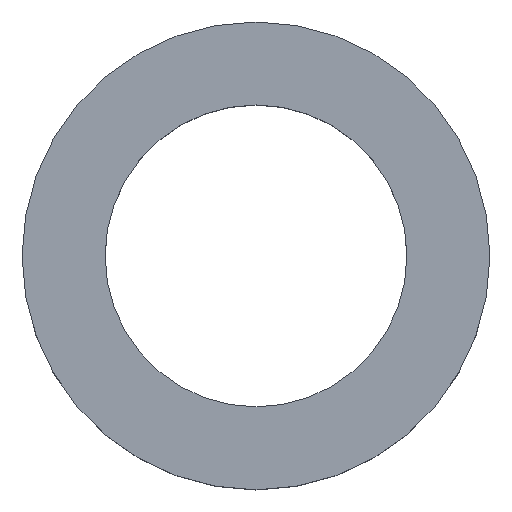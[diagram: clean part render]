
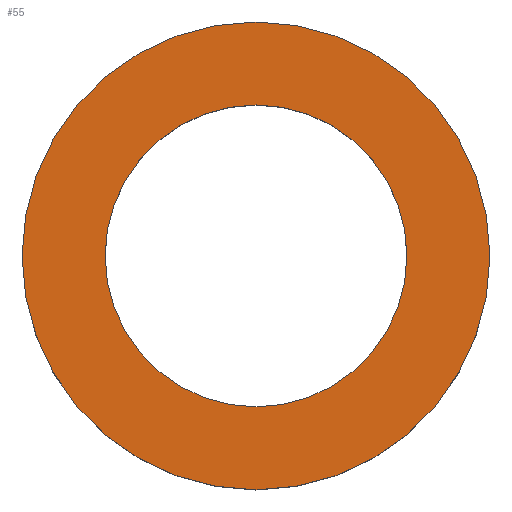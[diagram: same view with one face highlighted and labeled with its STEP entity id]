
A CAD part, top view. The second image highlights one B-rep face of the part: STEP entity #55.
In plain terms, the highlighted planar face has unit normal (0, 0, 1).
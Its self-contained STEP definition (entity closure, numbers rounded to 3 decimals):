
#2 = CARTESIAN_POINT ( 'NONE',  ( 0., 0., 1.75 ) ) ;
#4 = CARTESIAN_POINT ( 'NONE',  ( 0., 0., 1.75 ) ) ;
#10 = VERTEX_POINT ( 'NONE', #150 ) ;
#16 = DIRECTION ( 'NONE',  ( 1., 0., 0. ) ) ;
#17 = ORIENTED_EDGE ( 'NONE', *, *, #96, .F. ) ;
#21 = CARTESIAN_POINT ( 'NONE',  ( 0., 0., 1.75 ) ) ;
#23 = DIRECTION ( 'NONE',  ( 1., 0., 0. ) ) ;
#36 = DIRECTION ( 'NONE',  ( 1., 0., 0. ) ) ;
#43 = ORIENTED_EDGE ( 'NONE', *, *, #139, .T. ) ;
#47 = PLANE ( 'NONE',  #183 ) ;
#49 = CARTESIAN_POINT ( 'NONE',  ( 0., 0., 1.75 ) ) ;
#51 = DIRECTION ( 'NONE',  ( 0., 0., 1. ) ) ;
#55 = ADVANCED_FACE ( 'NONE', ( #118, #90 ), #47, .T. ) ;
#74 = EDGE_CURVE ( 'NONE', #214, #128, #131, .T. ) ;
#76 = CIRCLE ( 'NONE', #86, 5. ) ;
#78 = ORIENTED_EDGE ( 'NONE', *, *, #87, .F. ) ;
#79 = DIRECTION ( 'NONE',  ( 0., 0., 1. ) ) ;
#81 = CARTESIAN_POINT ( 'NONE',  ( 7.75, 0., 1.75 ) ) ;
#85 = ORIENTED_EDGE ( 'NONE', *, *, #74, .T. ) ;
#86 = AXIS2_PLACEMENT_3D ( 'NONE', #2, #116, #16 ) ;
#87 = EDGE_CURVE ( 'NONE', #210, #10, #76, .T. ) ;
#90 = FACE_OUTER_BOUND ( 'NONE', #170, .T. ) ;
#96 = EDGE_CURVE ( 'NONE', #10, #210, #167, .T. ) ;
#97 = DIRECTION ( 'NONE',  ( 1., 0., 0. ) ) ;
#116 = DIRECTION ( 'NONE',  ( 0., 0., 1. ) ) ;
#118 = FACE_BOUND ( 'NONE', #201, .T. ) ;
#128 = VERTEX_POINT ( 'NONE', #190 ) ;
#131 = CIRCLE ( 'NONE', #187, 7.75 ) ;
#139 = EDGE_CURVE ( 'NONE', #128, #214, #194, .T. ) ;
#146 = AXIS2_PLACEMENT_3D ( 'NONE', #184, #51, #97 ) ;
#150 = CARTESIAN_POINT ( 'NONE',  ( -5., 0., 1.75 ) ) ;
#166 = DIRECTION ( 'NONE',  ( 0., 0., 1. ) ) ;
#167 = CIRCLE ( 'NONE', #146, 5. ) ;
#170 = EDGE_LOOP ( 'NONE', ( #85, #43 ) ) ;
#173 = CARTESIAN_POINT ( 'NONE',  ( 5., 0., 1.75 ) ) ;
#174 = DIRECTION ( 'NONE',  ( 0., 0., 1. ) ) ;
#183 = AXIS2_PLACEMENT_3D ( 'NONE', #49, #79, #185 ) ;
#184 = CARTESIAN_POINT ( 'NONE',  ( 0., 0., 1.75 ) ) ;
#185 = DIRECTION ( 'NONE',  ( 1., 0., 0. ) ) ;
#187 = AXIS2_PLACEMENT_3D ( 'NONE', #4, #166, #36 ) ;
#190 = CARTESIAN_POINT ( 'NONE',  ( -7.75, 0., 1.75 ) ) ;
#194 = CIRCLE ( 'NONE', #202, 7.75 ) ;
#201 = EDGE_LOOP ( 'NONE', ( #78, #17 ) ) ;
#202 = AXIS2_PLACEMENT_3D ( 'NONE', #21, #174, #23 ) ;
#210 = VERTEX_POINT ( 'NONE', #173 ) ;
#214 = VERTEX_POINT ( 'NONE', #81 ) ;
